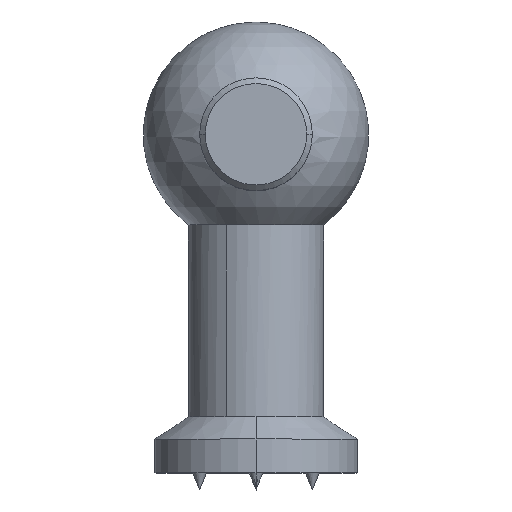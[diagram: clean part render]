
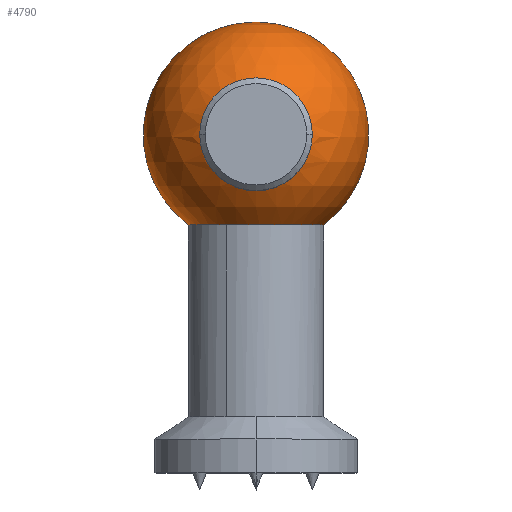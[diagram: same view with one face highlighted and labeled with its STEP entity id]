
A CAD part, top view. The second image highlights one B-rep face of the part: STEP entity #4790.
In plain terms, the highlighted spherical face has radius 10 mm.
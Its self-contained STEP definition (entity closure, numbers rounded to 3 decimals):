
#4150=CARTESIAN_POINT('',(0.,-8.,0.));
#4160=DIRECTION('',(0.,1.,0.));
#4170=DIRECTION('',(0.441,0.,-0.898));
#4180=AXIS2_PLACEMENT_3D('',#4150,#4160,#4170);
#4190=CIRCLE('',#4180,6.);
#4200=CARTESIAN_POINT('',(-6.,-8.,0.));
#4210=VERTEX_POINT('',#4200);
#4240=CARTESIAN_POINT('',(-2.644,-8.,5.386));
#4250=VERTEX_POINT('',#4240);
#4260=EDGE_CURVE('',#4210,#4250,#4190,.T.);
#4410=CARTESIAN_POINT('',(0.,0.,0.));
#4420=DIRECTION('',(0.,1.,0.));
#4430=DIRECTION('',(1.,0.,0.));
#4440=AXIS2_PLACEMENT_3D('',#4410,#4420,#4430);
#4450=SPHERICAL_SURFACE('',#4440,10.);
#4460=CARTESIAN_POINT('',(0.,0.,0.));
#4470=DIRECTION('',(0.,0.,-1.));
#4480=DIRECTION('',(1.,-0.,0.));
#4490=AXIS2_PLACEMENT_3D('',#4460,#4470,#4480);
#4500=CIRCLE('',#4490,10.);
#4510=CARTESIAN_POINT('',(0.,10.,0.));
#4520=VERTEX_POINT('',#4510);
#4530=CARTESIAN_POINT('',(6.,-8.,0.));
#4540=VERTEX_POINT('',#4530);
#4550=EDGE_CURVE('',#4520,#4540,#4500,.T.);
#4560=ORIENTED_EDGE('',*,*,#4550,.F.);
#4570=EDGE_CURVE('',#4250,#4540,#4190,.T.);
#4580=ORIENTED_EDGE('',*,*,#4570,.T.);
#4590=ORIENTED_EDGE('',*,*,#4260,.T.);
#4600=EDGE_CURVE('',#4210,#4520,#4500,.T.);
#4610=ORIENTED_EDGE('',*,*,#4600,.F.);
#4620=EDGE_LOOP('',(#4610,#4590,#4580,#4560));
#4630=FACE_OUTER_BOUND('',#4620,.T.);
#4640=CARTESIAN_POINT('',(0.,0.,8.66));
#4650=DIRECTION('',(0.,0.,1.));
#4660=DIRECTION('',(1.,0.,0.));
#4670=AXIS2_PLACEMENT_3D('',#4640,#4650,#4660);
#4680=CIRCLE('',#4670,5.);
#4690=CARTESIAN_POINT('',(5.,0.,8.66));
#4700=VERTEX_POINT('',#4690);
#4710=CARTESIAN_POINT('',(-5.,0.,8.66));
#4720=VERTEX_POINT('',#4710);
#4730=EDGE_CURVE('',#4700,#4720,#4680,.T.);
#4740=ORIENTED_EDGE('',*,*,#4730,.F.);
#4750=EDGE_CURVE('',#4720,#4700,#4680,.T.);
#4760=ORIENTED_EDGE('',*,*,#4750,.F.);
#4770=EDGE_LOOP('',(#4760,#4740));
#4780=FACE_BOUND('',#4770,.T.);
#4790=ADVANCED_FACE('',(#4630,#4780),#4450,.T.);
